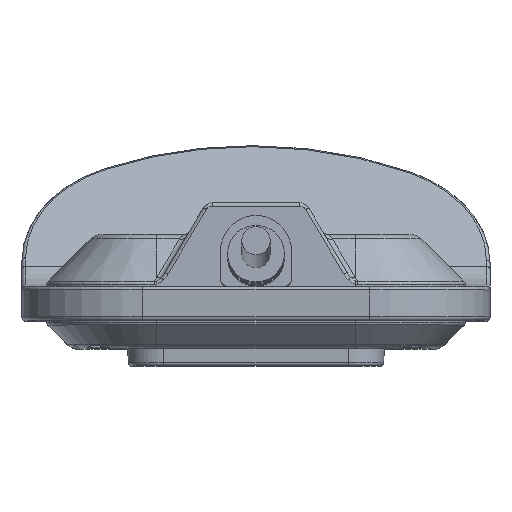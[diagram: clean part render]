
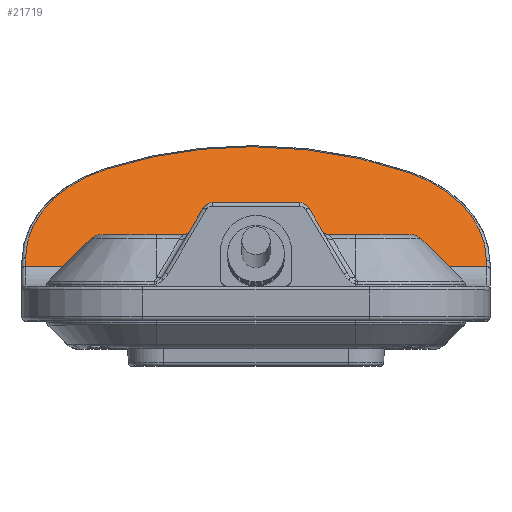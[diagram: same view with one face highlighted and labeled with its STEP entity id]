
A CAD part, top view. The second image highlights one B-rep face of the part: STEP entity #21719.
In plain terms, the highlighted planar face has unit normal (0, 0.707, 0.707).
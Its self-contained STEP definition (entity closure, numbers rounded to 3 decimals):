
#647=DIRECTION('',(0.,-0.707,0.707));
#648=VECTOR('',#647,1.214);
#649=CARTESIAN_POINT('',(32.5,14.987,-40.093));
#650=LINE('',#649,#648);
#743=DIRECTION('',(0.,0.707,-0.707));
#744=VECTOR('',#743,1.699);
#745=CARTESIAN_POINT('',(-32.5,14.129,-39.235));
#746=LINE('',#745,#744);
#772=CARTESIAN_POINT('',(-13.,15.33,-40.436));
#773=DIRECTION('',(0.,0.707,0.707));
#774=DIRECTION('',(-0.417,0.643,-0.643));
#775=AXIS2_PLACEMENT_3D('',#772,#773,#774);
#777=CARTESIAN_POINT('',(-0.504,-3.955,
-21.151));
#778=DIRECTION('',(0.,0.707,0.707));
#779=DIRECTION('',(0.,0.707,-0.707));
#780=AXIS2_PLACEMENT_3D('',#777,#778,#779);
#782=CARTESIAN_POINT('',(-0.504,-3.955,
-21.151));
#783=DIRECTION('',(0.,0.707,0.707));
#784=DIRECTION('',(0.45,0.631,-0.631));
#785=AXIS2_PLACEMENT_3D('',#782,#783,#784);
#787=CARTESIAN_POINT('',(13.,14.987,-40.093));
#788=DIRECTION('',(0.,0.707,0.707));
#789=DIRECTION('',(1.,0.,0.));
#790=AXIS2_PLACEMENT_3D('',#787,#788,#789);
#792=DIRECTION('',(-1.,0.,0.));
#793=VECTOR('',#792,65.);
#794=CARTESIAN_POINT('',(32.5,14.129,-39.235));
#795=LINE('',#794,#793);
#17053=CARTESIAN_POINT('',(-32.5,14.129,-39.235));
#17054=CARTESIAN_POINT('',(-32.5,15.33,-40.436));
#17055=VERTEX_POINT('',#17053);
#17056=VERTEX_POINT('',#17054);
#17511=CARTESIAN_POINT('',(32.5,14.129,-39.235));
#17513=VERTEX_POINT('',#17511);
#18483=CARTESIAN_POINT('',(-0.504,31.046,
-56.152));
#18484=VERTEX_POINT('',#18483);
#18690=CARTESIAN_POINT('',(21.778,27.3,
-52.406));
#18691=VERTEX_POINT('',#18690);
#19282=CARTESIAN_POINT('',(-21.122,27.865,
-52.971));
#19283=VERTEX_POINT('',#19282);
#19909=CARTESIAN_POINT('',(32.5,14.987,-40.093));
#19910=VERTEX_POINT('',#19909);
#21704=CARTESIAN_POINT('',(33.,11.2,-36.306));
#21705=DIRECTION('',(0.,0.707,0.707));
#21706=DIRECTION('',(0.,0.707,-0.707));
#21707=AXIS2_PLACEMENT_3D('',#21704,#21705,#21706);
#21708=PLANE('',#21707);
#21709=ORIENTED_EDGE('',*,*,#21684,.F.);
#21710=ORIENTED_EDGE('',*,*,#21697,.F.);
#21711=ORIENTED_EDGE('',*,*,#21543,.F.);
#21712=ORIENTED_EDGE('',*,*,#21530,.F.);
#21713=ORIENTED_EDGE('',*,*,#21515,.T.);
#21715=ORIENTED_EDGE('',*,*,#21714,.T.);
#21716=ORIENTED_EDGE('',*,*,#21670,.T.);
#21717=EDGE_LOOP('',(#21709,#21710,#21711,#21712,#21713,#21715,#21716));
#21718=FACE_OUTER_BOUND('',#21717,.F.);
#21719=ADVANCED_FACE('',(#21718),#21708,.T.);
#776=CIRCLE('',#775,19.5);
#781=CIRCLE('',#780,49.5);
#786=CIRCLE('',#785,49.5);
#791=CIRCLE('',#790,19.5);
#21515=EDGE_CURVE('',#19910,#17513,#650,.T.);
#21530=EDGE_CURVE('',#19910,#18691,#791,.T.);
#21543=EDGE_CURVE('',#18691,#18484,#786,.T.);
#21670=EDGE_CURVE('',#17055,#17056,#746,.T.);
#21684=EDGE_CURVE('',#19283,#17056,#776,.T.);
#21697=EDGE_CURVE('',#18484,#19283,#781,.T.);
#21714=EDGE_CURVE('',#17513,#17055,#795,.T.);
